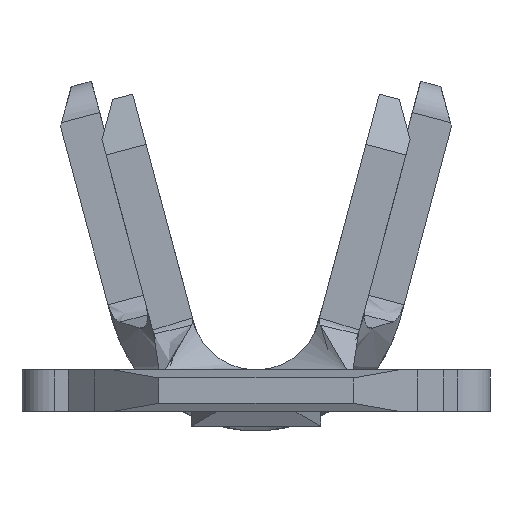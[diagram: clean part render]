
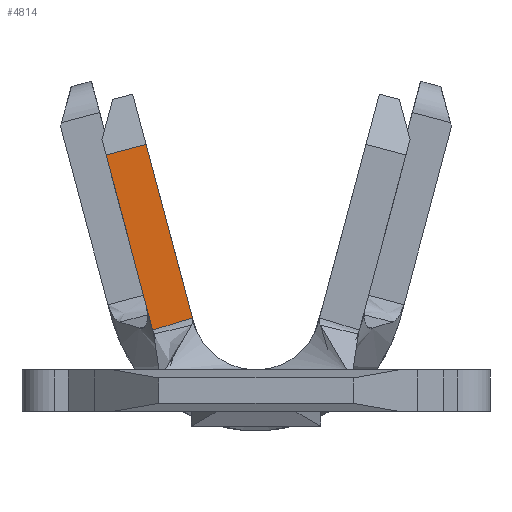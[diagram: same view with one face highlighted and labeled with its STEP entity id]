
A CAD part, left-side view. The second image highlights one B-rep face of the part: STEP entity #4814.
In plain terms, the highlighted planar face has unit normal (-1, 0, 0).
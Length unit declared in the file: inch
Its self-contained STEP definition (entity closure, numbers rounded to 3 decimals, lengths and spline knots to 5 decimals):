
#94 = EDGE_CURVE ( 'NONE', #6875, #6106, #3510, .T. ) ;
#255 = EDGE_LOOP ( 'NONE', ( #6627, #4261, #2069, #5144 ) ) ;
#440 = DIRECTION ( 'NONE',  ( 0., 0.966, -0.258 ) ) ;
#704 = CARTESIAN_POINT ( 'NONE',  ( 0.442, 0.04915, 0.05626 ) ) ;
#729 = AXIS2_PLACEMENT_3D ( 'NONE', #920, #5883, #2576 ) ;
#920 = CARTESIAN_POINT ( 'NONE',  ( 0.442, 0., 0.066 ) ) ;
#1038 = CARTESIAN_POINT ( 'NONE',  ( 0.442, 0.05923, 0.05272 ) ) ;
#1217 = CARTESIAN_POINT ( 'NONE',  ( 0.442, 0.11583, 0.1821 ) ) ;
#1478 = PLANE ( 'NONE',  #729 ) ;
#1509 = CARTESIAN_POINT ( 'NONE',  ( 0.442, 0.07923, 0.04487 ) ) ;
#1803 = VERTEX_POINT ( 'NONE', #4097 ) ;
#1997 = CARTESIAN_POINT ( 'NONE',  ( 0.442, 0.06948, 0.04972 ) ) ;
#2010 = LINE ( 'NONE', #3741, #6399 ) ;
#2055 = DIRECTION ( 'NONE',  ( 0., 0.258, 0.966 ) ) ;
#2069 = ORIENTED_EDGE ( 'NONE', *, *, #4474, .F. ) ;
#2297 = LINE ( 'NONE', #2863, #6337 ) ;
#2576 = DIRECTION ( 'NONE',  ( 0., 1., 0. ) ) ;
#2863 = CARTESIAN_POINT ( 'NONE',  ( 0.442, 0.04831, 0.05311 ) ) ;
#3275 = B_SPLINE_CURVE_WITH_KNOTS ( 'NONE', 3,
 ( #6492, #1997, #1038, #4874 ),
 .UNSPECIFIED., .F., .F.,
 ( 4, 4 ),
 ( 0., 0.00081 ),
 .UNSPECIFIED. ) ;
#3321 = VECTOR ( 'NONE', #2055, 39.37008 ) ;
#3510 = LINE ( 'NONE', #1509, #3321 ) ;
#3701 = VERTEX_POINT ( 'NONE', #704 ) ;
#3741 = CARTESIAN_POINT ( 'NONE',  ( 0.442, 0.0366, 0.20324 ) ) ;
#3987 = DIRECTION ( 'NONE',  ( 0., -0.258, -0.966 ) ) ;
#4097 = CARTESIAN_POINT ( 'NONE',  ( 0.442, 0.08491, 0.19035 ) ) ;
#4261 = ORIENTED_EDGE ( 'NONE', *, *, #5919, .T. ) ;
#4474 = EDGE_CURVE ( 'NONE', #1803, #3701, #2297, .T. ) ;
#4814 = ADVANCED_FACE ( 'NONE', ( #5150 ), #1478, .F. ) ;
#4874 = CARTESIAN_POINT ( 'NONE',  ( 0.442, 0.04915, 0.05626 ) ) ;
#5144 = ORIENTED_EDGE ( 'NONE', *, *, #6856, .T. ) ;
#5150 = FACE_OUTER_BOUND ( 'NONE', #255, .T. ) ;
#5883 = DIRECTION ( 'NONE',  ( 1., 0., 0. ) ) ;
#5919 = EDGE_CURVE ( 'NONE', #6875, #3701, #3275, .T. ) ;
#6106 = VERTEX_POINT ( 'NONE', #1217 ) ;
#6337 = VECTOR ( 'NONE', #3987, 39.37008 ) ;
#6399 = VECTOR ( 'NONE', #440, 39.37008 ) ;
#6476 = CARTESIAN_POINT ( 'NONE',  ( 0.442, 0.07973, 0.04674 ) ) ;
#6492 = CARTESIAN_POINT ( 'NONE',  ( 0.442, 0.07973, 0.04674 ) ) ;
#6627 = ORIENTED_EDGE ( 'NONE', *, *, #94, .F. ) ;
#6856 = EDGE_CURVE ( 'NONE', #1803, #6106, #2010, .T. ) ;
#6875 = VERTEX_POINT ( 'NONE', #6476 ) ;
